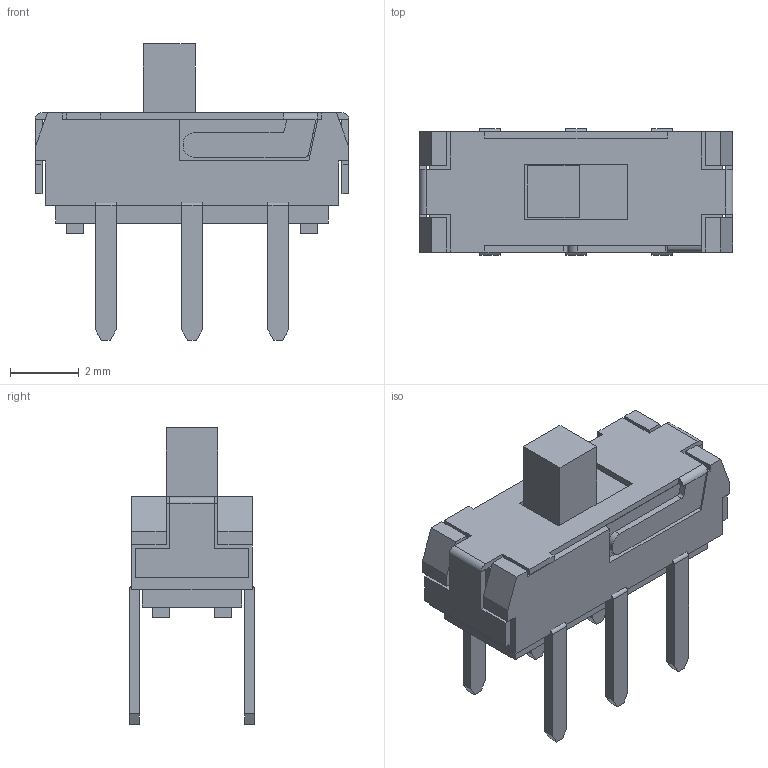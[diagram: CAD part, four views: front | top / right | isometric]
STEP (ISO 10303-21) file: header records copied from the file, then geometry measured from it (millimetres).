
FILE_DESCRIPTION (( 'STEP AP214' ), '1' );
FILE_NAME ('SW-TH_SHOU_MSS22D18G2.step', '2022-07-26T17:25:31', ( '' ), ( '' ), 'SwSTEP 2.0', 'SolidWorks 2020', '' );
FILE_SCHEMA (( 'AUTOMOTIVE_DESIGN' ));
Length unit declared in the file: millimetre
Products named in the file (1): SW-TH_SHOU_MSS22D18G2
Bounding box: 9.1 x 3.65 x 8.6 mm (x, y, z)
Volume: 102 mm3; surface area: 275.3 mm2
Topology: 23 solids, 23 shells, 495 faces, 1289 edges, 859 vertices
Faces by surface type: plane 370, bspline 112, cylinder 13
Entity records: 21878 total; most frequent: CARTESIAN_POINT 4754, ORIENTED_EDGE 2578, DIRECTION 1853, EDGE_CURVE 1289, LINE 1033, VECTOR 1033, VERTEX_POINT 859, EDGE_LOOP 528
